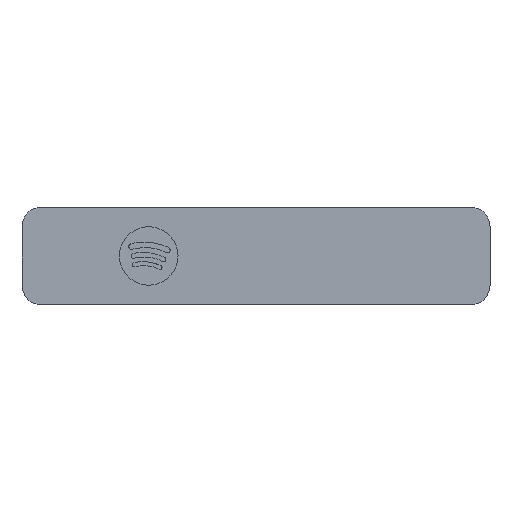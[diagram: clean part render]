
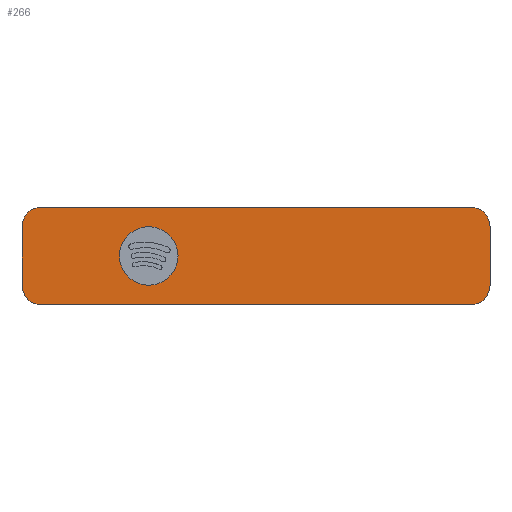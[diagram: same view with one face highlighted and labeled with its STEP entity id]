
A CAD part, top view. The second image highlights one B-rep face of the part: STEP entity #266.
In plain terms, the highlighted planar face has unit normal (0, 0, 1).
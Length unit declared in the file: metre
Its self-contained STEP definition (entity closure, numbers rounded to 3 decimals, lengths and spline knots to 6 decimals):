
#30=FACE_BOUND('',#53,.T.);
#34=FACE_OUTER_BOUND('',#52,.T.);
#52=EDGE_LOOP('',(#184,#185,#186,#187,#188,#189,#190,#191));
#53=EDGE_LOOP('',(#192));
#74=CIRCLE('',#299,0.003);
#75=CIRCLE('',#300,0.003);
#76=CIRCLE('',#301,0.003);
#77=CIRCLE('',#302,0.003);
#78=CIRCLE('',#303,0.0045);
#84=LINE('',#399,#104);
#85=LINE('',#403,#105);
#86=LINE('',#407,#106);
#87=LINE('',#411,#107);
#104=VECTOR('',#327,1.);
#105=VECTOR('',#330,1.);
#106=VECTOR('',#333,1.);
#107=VECTOR('',#336,1.);
#124=VERTEX_POINT('',#397);
#125=VERTEX_POINT('',#398);
#126=VERTEX_POINT('',#400);
#127=VERTEX_POINT('',#402);
#128=VERTEX_POINT('',#404);
#129=VERTEX_POINT('',#406);
#130=VERTEX_POINT('',#408);
#131=VERTEX_POINT('',#410);
#132=VERTEX_POINT('',#413);
#148=EDGE_CURVE('',#124,#125,#84,.T.);
#149=EDGE_CURVE('',#125,#126,#74,.T.);
#150=EDGE_CURVE('',#126,#127,#85,.T.);
#151=EDGE_CURVE('',#127,#128,#75,.T.);
#152=EDGE_CURVE('',#128,#129,#86,.T.);
#153=EDGE_CURVE('',#129,#130,#76,.T.);
#154=EDGE_CURVE('',#131,#130,#87,.T.);
#155=EDGE_CURVE('',#131,#124,#77,.T.);
#156=EDGE_CURVE('',#132,#132,#78,.T.);
#184=ORIENTED_EDGE('',*,*,#148,.T.);
#185=ORIENTED_EDGE('',*,*,#149,.T.);
#186=ORIENTED_EDGE('',*,*,#150,.T.);
#187=ORIENTED_EDGE('',*,*,#151,.T.);
#188=ORIENTED_EDGE('',*,*,#152,.T.);
#189=ORIENTED_EDGE('',*,*,#153,.T.);
#190=ORIENTED_EDGE('',*,*,#154,.F.);
#191=ORIENTED_EDGE('',*,*,#155,.T.);
#192=ORIENTED_EDGE('',*,*,#156,.F.);
#256=PLANE('',#298);
#266=ADVANCED_FACE('',(#34,#30),#256,.T.);
#298=AXIS2_PLACEMENT_3D('',#396,#325,#326);
#299=AXIS2_PLACEMENT_3D('',#401,#328,#329);
#300=AXIS2_PLACEMENT_3D('',#405,#331,#332);
#301=AXIS2_PLACEMENT_3D('',#409,#334,#335);
#302=AXIS2_PLACEMENT_3D('',#412,#337,#338);
#303=AXIS2_PLACEMENT_3D('',#414,#339,#340);
#325=DIRECTION('center_axis',(0.,0.,1.));
#326=DIRECTION('ref_axis',(1.,0.,0.));
#327=DIRECTION('',(0.,-1.,0.));
#328=DIRECTION('center_axis',(0.,0.,1.));
#329=DIRECTION('ref_axis',(1.,0.,0.));
#330=DIRECTION('',(1.,0.,0.));
#331=DIRECTION('center_axis',(0.,0.,1.));
#332=DIRECTION('ref_axis',(1.,0.,0.));
#333=DIRECTION('',(0.,1.,0.));
#334=DIRECTION('center_axis',(0.,0.,1.));
#335=DIRECTION('ref_axis',(1.,0.,0.));
#336=DIRECTION('',(1.,0.,0.));
#337=DIRECTION('center_axis',(0.,0.,1.));
#338=DIRECTION('ref_axis',(1.,0.,0.));
#339=DIRECTION('center_axis',(0.,0.,1.));
#340=DIRECTION('ref_axis',(1.,0.,0.));
#396=CARTESIAN_POINT('Origin',(0.03,0.0075,0.003));
#397=CARTESIAN_POINT('',(-0.012,0.012,0.003));
#398=CARTESIAN_POINT('',(-0.012,0.003,0.003));
#399=CARTESIAN_POINT('',(-0.012,0.0075,0.003));
#400=CARTESIAN_POINT('',(-0.009,0.,0.003));
#401=CARTESIAN_POINT('Origin',(-0.009,0.003,0.003));
#402=CARTESIAN_POINT('',(0.057,0.,0.003));
#403=CARTESIAN_POINT('',(0.03,0.,0.003));
#404=CARTESIAN_POINT('',(0.06,0.003,0.003));
#405=CARTESIAN_POINT('Origin',(0.057,0.003,0.003));
#406=CARTESIAN_POINT('',(0.06,0.012,0.003));
#407=CARTESIAN_POINT('',(0.06,0.0075,0.003));
#408=CARTESIAN_POINT('',(0.057,0.015,0.003));
#409=CARTESIAN_POINT('Origin',(0.057,0.012,0.003));
#410=CARTESIAN_POINT('',(-0.009,0.015,0.003));
#411=CARTESIAN_POINT('',(0.03,0.015,0.003));
#412=CARTESIAN_POINT('Origin',(-0.009,0.012,0.003));
#413=CARTESIAN_POINT('',(0.012,0.0075,0.003));
#414=CARTESIAN_POINT('Origin',(0.0075,0.0075,0.003));
